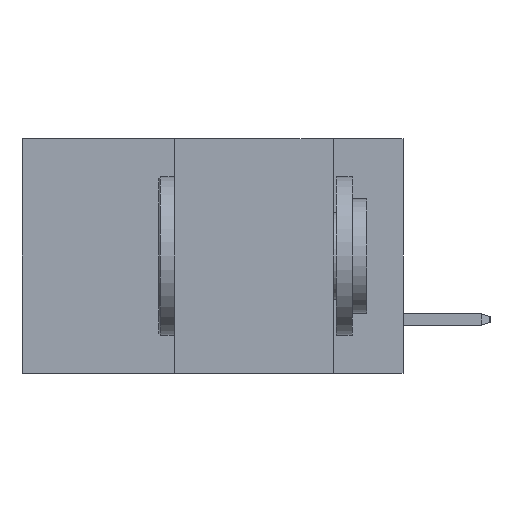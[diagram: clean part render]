
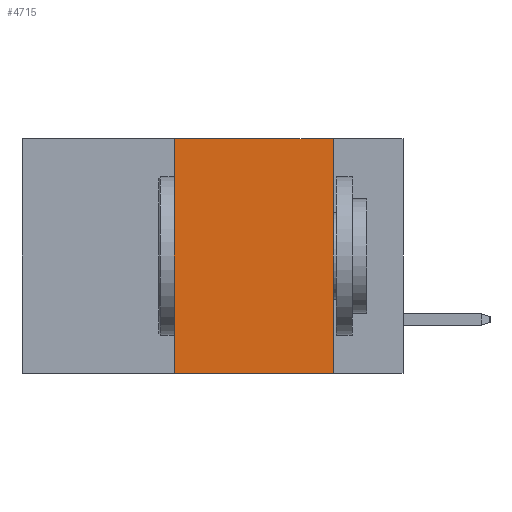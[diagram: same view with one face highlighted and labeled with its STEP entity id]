
A CAD part, left-side view. The second image highlights one B-rep face of the part: STEP entity #4715.
In plain terms, the highlighted planar face has unit normal (-1, 0, 0).
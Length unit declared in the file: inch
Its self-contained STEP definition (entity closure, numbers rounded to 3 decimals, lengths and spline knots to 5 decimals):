
#236 = CARTESIAN_POINT ( 'NONE',  ( 0., 0.11, -0.37 ) ) ;
#554 = DIRECTION ( 'NONE',  ( 0., 0., 1. ) ) ;
#647 = DIRECTION ( 'NONE',  ( 0., -1., 0. ) ) ;
#722 = ORIENTED_EDGE ( 'NONE', *, *, #8864, .F. ) ;
#1200 = VERTEX_POINT ( 'NONE', #13541 ) ;
#1568 = EDGE_CURVE ( 'NONE', #13020, #1200, #5898, .T. ) ;
#2271 = LINE ( 'NONE', #12088, #13886 ) ;
#2667 = LINE ( 'NONE', #11142, #3882 ) ;
#2980 = VECTOR ( 'NONE', #647, 39.37008 ) ;
#3882 = VECTOR ( 'NONE', #11350, 39.37008 ) ;
#3905 = CARTESIAN_POINT ( 'NONE',  ( 0., 0.6, 0. ) ) ;
#4025 = VERTEX_POINT ( 'NONE', #12423 ) ;
#4166 = VERTEX_POINT ( 'NONE', #236 ) ;
#4376 = EDGE_CURVE ( 'NONE', #13020, #4166, #6213, .T. ) ;
#4715 = ADVANCED_FACE ( 'NONE', ( #5226 ), #9559, .F. ) ;
#5226 = FACE_OUTER_BOUND ( 'NONE', #9422, .T. ) ;
#5408 = ORIENTED_EDGE ( 'NONE', *, *, #1568, .F. ) ;
#5898 = LINE ( 'NONE', #13254, #13183 ) ;
#6001 = CARTESIAN_POINT ( 'NONE',  ( 0., 0.6, -0.37 ) ) ;
#6063 = EDGE_CURVE ( 'NONE', #1200, #4025, #2667, .T. ) ;
#6213 = LINE ( 'NONE', #6001, #2980 ) ;
#7067 = DIRECTION ( 'NONE',  ( 1., 0., 0. ) ) ;
#8864 = EDGE_CURVE ( 'NONE', #4025, #4166, #2271, .T. ) ;
#9370 = CARTESIAN_POINT ( 'NONE',  ( 0., 0.36, -0.37 ) ) ;
#9422 = EDGE_LOOP ( 'NONE', ( #722, #9955, #5408, #13619 ) ) ;
#9559 = PLANE ( 'NONE',  #12698 ) ;
#9955 = ORIENTED_EDGE ( 'NONE', *, *, #6063, .F. ) ;
#10226 = DIRECTION ( 'NONE',  ( 0., 0., -1. ) ) ;
#11142 = CARTESIAN_POINT ( 'NONE',  ( 0., 0.6, 0. ) ) ;
#11350 = DIRECTION ( 'NONE',  ( 0., -1., 0. ) ) ;
#12088 = CARTESIAN_POINT ( 'NONE',  ( 0., 0.11, 0. ) ) ;
#12423 = CARTESIAN_POINT ( 'NONE',  ( 0., 0.11, 0. ) ) ;
#12698 = AXIS2_PLACEMENT_3D ( 'NONE', #3905, #7067, #10226 ) ;
#13017 = DIRECTION ( 'NONE',  ( 0., 0., -1. ) ) ;
#13020 = VERTEX_POINT ( 'NONE', #9370 ) ;
#13183 = VECTOR ( 'NONE', #554, 39.37008 ) ;
#13254 = CARTESIAN_POINT ( 'NONE',  ( 0., 0.36, 0. ) ) ;
#13541 = CARTESIAN_POINT ( 'NONE',  ( 0., 0.36, 0. ) ) ;
#13619 = ORIENTED_EDGE ( 'NONE', *, *, #4376, .T. ) ;
#13886 = VECTOR ( 'NONE', #13017, 39.37008 ) ;
